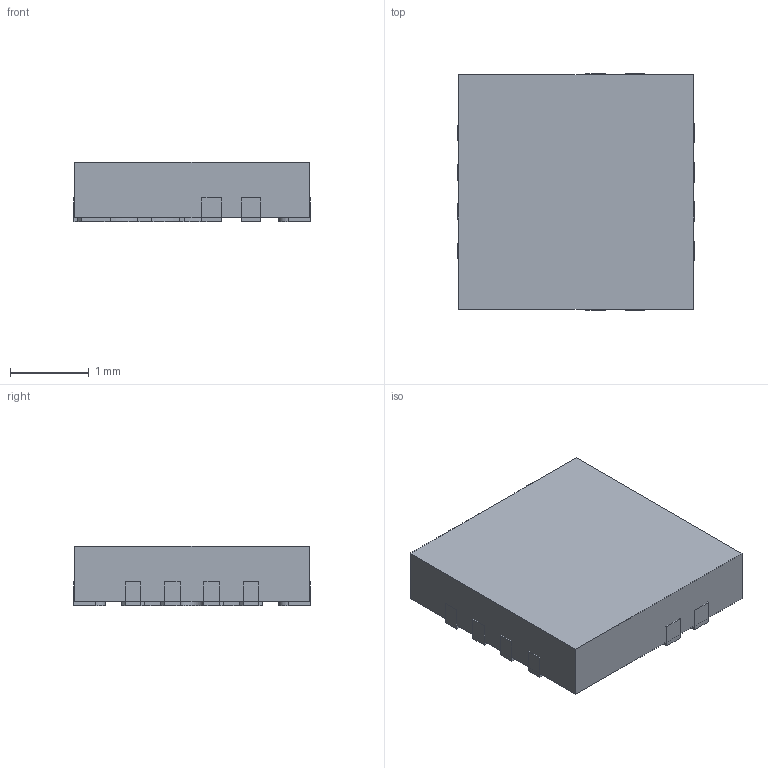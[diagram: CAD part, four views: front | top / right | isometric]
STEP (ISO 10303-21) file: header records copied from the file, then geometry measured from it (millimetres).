
FILE_DESCRIPTION(/* description */ (''),/* implementation_level */ '2;1');
FILE_NAME(/* name */ 'Allegro_QNF-EX.step',/* time_stamp */ '2024-11-01T14:40:07-07:00',/* author */ (''),/* organization */ (''),/* preprocessor_version */ 'ST-DEVELOPER v20',/* originating_system */ 'Autodesk Translation Framework v13.20.0.188',/* authorisation */ '');
FILE_SCHEMA (('AUTOMOTIVE_DESIGN { 1 0 10303 214 3 1 1 }'));
Length unit declared in the file: millimetre
Products named in the file (1): Allegro QNF-EX
Bounding box: 3 x 3 x 0.75 mm (x, y, z)
Surface area: 36.8 mm2
Topology: 10 solids, 10 shells, 112 faces, 276 edges, 184 vertices
Faces by surface type: plane 90, cylinder 22
Entity records: 3322 total; most frequent: CARTESIAN_POINT 573, ORIENTED_EDGE 552, DIRECTION 546, EDGE_CURVE 276, LINE 232, VECTOR 232, VERTEX_POINT 184, AXIS2_PLACEMENT_3D 157
